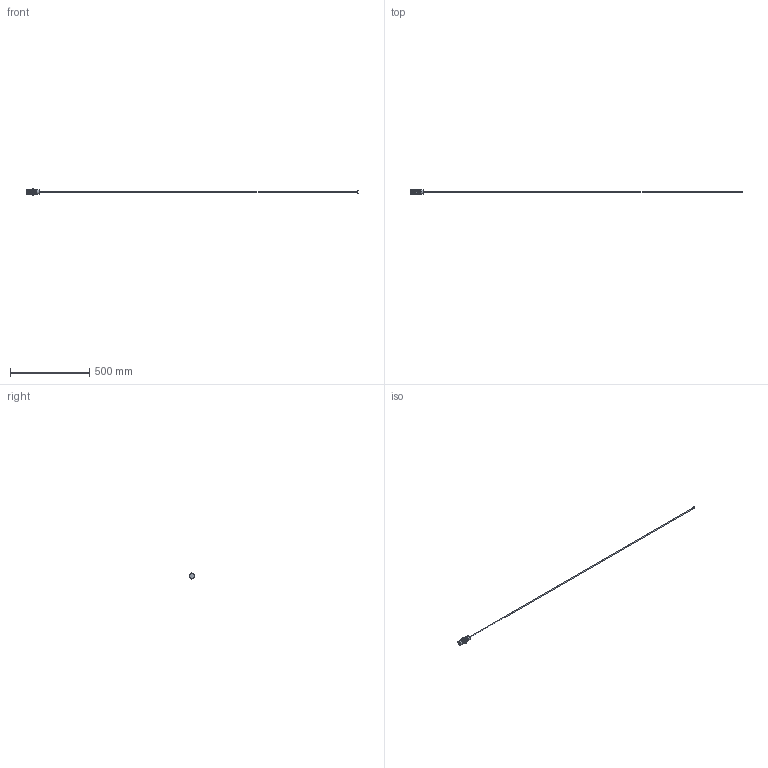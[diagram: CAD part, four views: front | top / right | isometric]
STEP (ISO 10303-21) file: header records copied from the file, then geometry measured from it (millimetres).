
FILE_DESCRIPTION (( 'STEP AP214' ), '1' );
FILE_NAME ('PXCAP30-2015B_3D.step', '2023-07-14T19:07:30', ( '' ), ( '' ), 'SwSTEP 2.0', 'SolidWorks 2022', '' );
FILE_SCHEMA (( 'AUTOMOTIVE_DESIGN' ));
Length unit declared in the file: inch
Products named in the file (10): 2.stp; ADMI3F0C7E56TXL5_4.stp; PXCAP30-2015B_3D; ADMI3F0C7E56TXL5_5.stp; ADMI3F0C7E56TXL5_3.stp; Copy of PXCAP30_CABLE^PXCAP30-2015B; cm30_non-flush_5-18-21_NEW.stp; ADMI3F0C7E56TXL5_ASM.stp; ADMI3F0C7E56TXL5_6.stp; ADMI3F0C7E56TXL5_2.stp
Assembly tree (9 placements, depth 4):
  PXCAP30-2015B_3D
    cm30_non-flush_5-18-21_NEW.stp
      ADMI3F0C7E56TXL5_ASM.stp
        ADMI3F0C7E56TXL5_2.stp
        ADMI3F0C7E56TXL5_3.stp
        ADMI3F0C7E56TXL5_4.stp
        ADMI3F0C7E56TXL5_5.stp
        ADMI3F0C7E56TXL5_6.stp
      2.stp
    Copy of PXCAP30_CABLE^PXCAP30-2015B
Bounding box: 2094.65 x 36 x 41.57 mm (x, y, z)
Volume: 97555.1 mm3; surface area: 50538 mm2
Topology: 7 solids, 7 shells, 1031 faces, 2680 edges, 1668 vertices
Faces by surface type: plane 512, cylinder 501, cone 10, bspline 4, torus 4
Entity records: 47492 total; most frequent: CARTESIAN_POINT 23361, ORIENTED_EDGE 5360, DIRECTION 4554, EDGE_CURVE 2680, AXIS2_PLACEMENT_3D 1915, VERTEX_POINT 1668, B_SPLINE_CURVE_WITH_KNOTS 1082, EDGE_LOOP 1042
